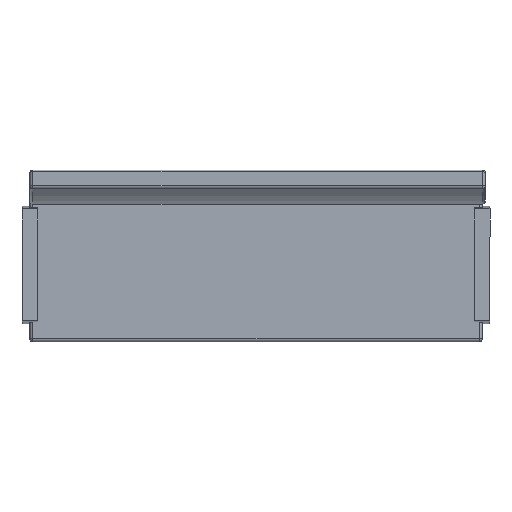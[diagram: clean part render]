
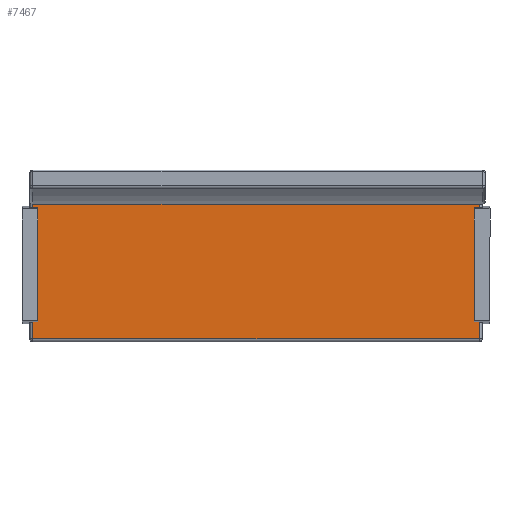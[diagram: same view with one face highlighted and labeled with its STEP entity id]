
A CAD part, top view. The second image highlights one B-rep face of the part: STEP entity #7467.
In plain terms, the highlighted planar face has unit normal (0, 0, 1).
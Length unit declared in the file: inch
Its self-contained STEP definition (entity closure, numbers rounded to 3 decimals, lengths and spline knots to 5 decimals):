
#860=PLANE('',#8191);
#949=LINE('',#11333,#1249);
#953=LINE('',#11346,#1253);
#955=LINE('',#11349,#1255);
#957=LINE('',#11352,#1257);
#1249=VECTOR('',#9160,0.3937);
#1253=VECTOR('',#9176,0.3937);
#1255=VECTOR('',#9180,0.3937);
#1257=VECTOR('',#9184,0.3937);
#1770=FACE_OUTER_BOUND('',#2349,.T.);
#2349=EDGE_LOOP('',(#5249,#5250,#5251,#5252));
#3431=VERTEX_POINT('',#11297);
#3437=VERTEX_POINT('',#11314);
#3440=VERTEX_POINT('',#11324);
#3443=VERTEX_POINT('',#11337);
#4070=EDGE_CURVE('',#3431,#3440,#949,.T.);
#4077=EDGE_CURVE('',#3440,#3443,#953,.T.);
#4079=EDGE_CURVE('',#3443,#3437,#955,.T.);
#4081=EDGE_CURVE('',#3437,#3431,#957,.T.);
#5249=ORIENTED_EDGE('',*,*,#4070,.F.);
#5250=ORIENTED_EDGE('',*,*,#4081,.F.);
#5251=ORIENTED_EDGE('',*,*,#4079,.F.);
#5252=ORIENTED_EDGE('',*,*,#4077,.F.);
#7467=ADVANCED_FACE('',(#1770),#860,.T.);
#8191=AXIS2_PLACEMENT_3D('',#11368,#9206,#9207);
#9160=DIRECTION('',(-1.,0.,0.));
#9176=DIRECTION('',(0.,1.,0.));
#9180=DIRECTION('',(1.,0.,0.));
#9184=DIRECTION('',(0.,-1.,0.));
#9206=DIRECTION('center_axis',(0.,0.,1.));
#9207=DIRECTION('ref_axis',(1.,0.,0.));
#11297=CARTESIAN_POINT('',(35.75,-11.75,3.75));
#11314=CARTESIAN_POINT('',(35.75,11.75,3.75));
#11324=CARTESIAN_POINT('',(-35.75,-11.75,3.75));
#11333=CARTESIAN_POINT('',(-18.125,-11.75,3.75));
#11337=CARTESIAN_POINT('',(-35.75,11.75,3.75));
#11346=CARTESIAN_POINT('',(-35.75,6.125,3.75));
#11349=CARTESIAN_POINT('',(18.125,11.75,3.75));
#11352=CARTESIAN_POINT('',(35.75,-6.125,3.75));
#11368=CARTESIAN_POINT('Origin',(0.,0.,3.75));
